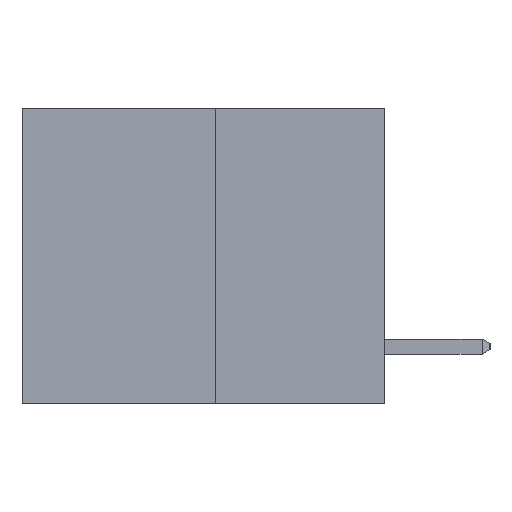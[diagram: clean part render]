
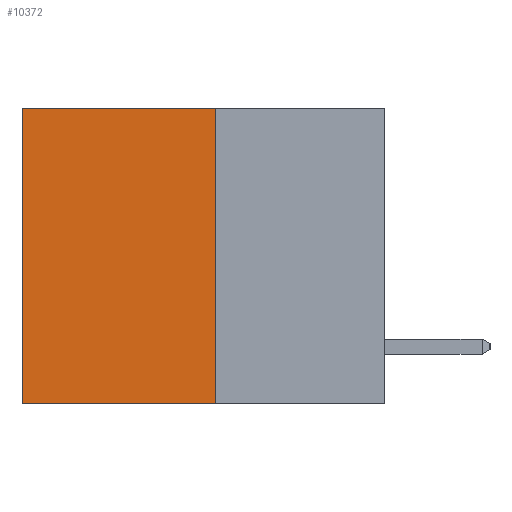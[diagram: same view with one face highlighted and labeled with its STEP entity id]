
A CAD part, left-side view. The second image highlights one B-rep face of the part: STEP entity #10372.
In plain terms, the highlighted planar face has unit normal (-1, 0, 0).
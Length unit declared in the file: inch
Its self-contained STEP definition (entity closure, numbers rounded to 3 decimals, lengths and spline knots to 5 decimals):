
#60 = VERTEX_POINT ( 'NONE', #833 ) ;
#833 = CARTESIAN_POINT ( 'NONE',  ( 0.3165, 0.6, 0. ) ) ;
#1231 = DIRECTION ( 'NONE',  ( 0., 1., 0. ) ) ;
#1634 = LINE ( 'NONE', #22099, #20599 ) ;
#2185 = EDGE_CURVE ( 'NONE', #11879, #24552, #12327, .T. ) ;
#2969 = LINE ( 'NONE', #24340, #5282 ) ;
#3646 = CARTESIAN_POINT ( 'NONE',  ( 0.3165, 0.6, -0.49 ) ) ;
#3682 = ORIENTED_EDGE ( 'NONE', *, *, #5126, .T. ) ;
#5126 = EDGE_CURVE ( 'NONE', #60, #21675, #2969, .T. ) ;
#5282 = VECTOR ( 'NONE', #7828, 39.37008 ) ;
#5928 = DIRECTION ( 'NONE',  ( 0., 0., -1. ) ) ;
#6409 = VECTOR ( 'NONE', #5928, 39.37008 ) ;
#7670 = CARTESIAN_POINT ( 'NONE',  ( 0.3165, 0.28, -0.49 ) ) ;
#7828 = DIRECTION ( 'NONE',  ( 0., 0., -1. ) ) ;
#7846 = CARTESIAN_POINT ( 'NONE',  ( 0.3165, 0.28, -0.49 ) ) ;
#8699 = EDGE_LOOP ( 'NONE', ( #3682, #13222, #11807, #22080 ) ) ;
#10372 = ADVANCED_FACE ( 'NONE', ( #20358 ), #18431, .F. ) ;
#10835 = DIRECTION ( 'NONE',  ( 0., 1., 0. ) ) ;
#11807 = ORIENTED_EDGE ( 'NONE', *, *, #2185, .F. ) ;
#11879 = VERTEX_POINT ( 'NONE', #20933 ) ;
#12327 = LINE ( 'NONE', #7846, #6409 ) ;
#13222 = ORIENTED_EDGE ( 'NONE', *, *, #18865, .F. ) ;
#16025 = EDGE_CURVE ( 'NONE', #11879, #60, #18620, .T. ) ;
#18431 = PLANE ( 'NONE',  #23417 ) ;
#18620 = LINE ( 'NONE', #25416, #23570 ) ;
#18865 = EDGE_CURVE ( 'NONE', #24552, #21675, #1634, .T. ) ;
#20358 = FACE_OUTER_BOUND ( 'NONE', #8699, .T. ) ;
#20547 = DIRECTION ( 'NONE',  ( 1., 0., 0. ) ) ;
#20599 = VECTOR ( 'NONE', #1231, 39.37008 ) ;
#20933 = CARTESIAN_POINT ( 'NONE',  ( 0.3165, 0.28, 0. ) ) ;
#21330 = CARTESIAN_POINT ( 'NONE',  ( 0.3165, 0.28, -0.49 ) ) ;
#21675 = VERTEX_POINT ( 'NONE', #3646 ) ;
#22080 = ORIENTED_EDGE ( 'NONE', *, *, #16025, .T. ) ;
#22099 = CARTESIAN_POINT ( 'NONE',  ( 0.3165, 0.28, -0.49 ) ) ;
#23417 = AXIS2_PLACEMENT_3D ( 'NONE', #7670, #20547, #24709 ) ;
#23570 = VECTOR ( 'NONE', #10835, 39.37008 ) ;
#24340 = CARTESIAN_POINT ( 'NONE',  ( 0.3165, 0.6, -0.49 ) ) ;
#24552 = VERTEX_POINT ( 'NONE', #21330 ) ;
#24709 = DIRECTION ( 'NONE',  ( 0., 0., -1. ) ) ;
#25416 = CARTESIAN_POINT ( 'NONE',  ( 0.3165, 0.28, 0. ) ) ;
